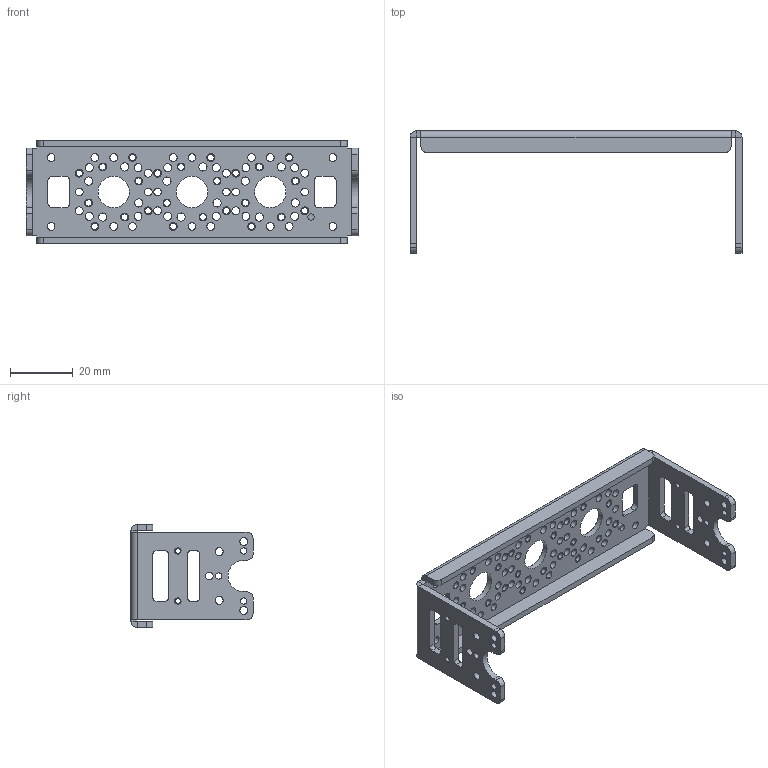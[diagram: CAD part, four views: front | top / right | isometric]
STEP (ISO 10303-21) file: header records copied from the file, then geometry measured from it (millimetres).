
FILE_DESCRIPTION((''),'2;1');
FILE_NAME('FR08_H_10','2010-02-02T',('JANG WOOK'),(''),'PRO/ENGINEER BY PARAMETRIC TECHNOLOGY CORPORATION, 2009060','PRO/ENGINEER BY PARAMETRIC TECHNOLOGY CORPORATION, 2009060','');
FILE_SCHEMA(('CONFIG_CONTROL_DESIGN'));
Length unit declared in the file: millimetre
Products named in the file (1): FR08_H_10
Bounding box: 106 x 39 x 33 mm (x, y, z)
Volume: 10377 mm3; surface area: 13702.1 mm2
Topology: 1 solids, 29 shells, 422 faces, 1174 edges, 754 vertices
Faces by surface type: cylinder 300, plane 68, cone 54
Entity records: 14147 total; most frequent: DIRECTION 2674, CARTESIAN_POINT 2351, ORIENTED_EDGE 2236, EDGE_CURVE 1174, AXIS2_PLACEMENT_3D 1077, VERTEX_POINT 754, CIRCLE 654, EDGE_LOOP 632
